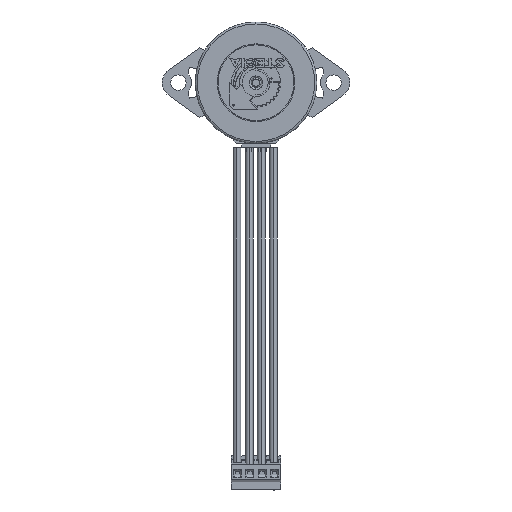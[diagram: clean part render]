
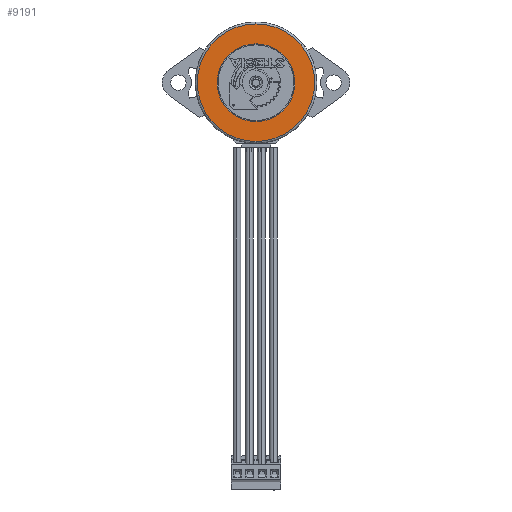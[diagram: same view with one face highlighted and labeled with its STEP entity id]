
A CAD part, front view. The second image highlights one B-rep face of the part: STEP entity #9191.
In plain terms, the highlighted planar face has unit normal (0, -1, 0).
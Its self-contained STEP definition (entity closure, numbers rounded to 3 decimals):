
#2629 = EDGE_LOOP ( 'NONE', ( #7203, #12386 ) ) ;
#2882 = DIRECTION ( 'NONE',  ( 0., 0., 1. ) ) ;
#3170 = EDGE_CURVE ( 'NONE', #7196, #6836, #31508, .T. ) ;
#3218 = DIRECTION ( 'NONE',  ( 0., -1., 0. ) ) ;
#3317 = AXIS2_PLACEMENT_3D ( 'NONE', #18625, #3218, #21233 ) ;
#4996 = VERTEX_POINT ( 'NONE', #23299 ) ;
#6836 = VERTEX_POINT ( 'NONE', #19852 ) ;
#7095 = CIRCLE ( 'NONE', #19561, 12.1 ) ;
#7196 = VERTEX_POINT ( 'NONE', #29192 ) ;
#7203 = ORIENTED_EDGE ( 'NONE', *, *, #16574, .T. ) ;
#8924 = DIRECTION ( 'NONE',  ( 0., -1., 0. ) ) ;
#9191 = ADVANCED_FACE ( 'NONE', ( #27126, #20242 ), #20674, .F. ) ;
#10247 = CARTESIAN_POINT ( 'NONE',  ( 0., -8.5, 0. ) ) ;
#10943 = CIRCLE ( 'NONE', #29893, 12.1 ) ;
#11398 = CARTESIAN_POINT ( 'NONE',  ( 0., -8.5, 12.1 ) ) ;
#11678 = DIRECTION ( 'NONE',  ( 0., -1., 0. ) ) ;
#12386 = ORIENTED_EDGE ( 'NONE', *, *, #28363, .T. ) ;
#12835 = DIRECTION ( 'NONE',  ( 0., 0., 1. ) ) ;
#14565 = AXIS2_PLACEMENT_3D ( 'NONE', #24357, #8924, #26953 ) ;
#15952 = EDGE_CURVE ( 'NONE', #6836, #7196, #32117, .T. ) ;
#16574 = EDGE_CURVE ( 'NONE', #23869, #4996, #7095, .T. ) ;
#18294 = DIRECTION ( 'NONE',  ( 0., 1., 0. ) ) ;
#18625 = CARTESIAN_POINT ( 'NONE',  ( 0., -8.5, 0. ) ) ;
#19561 = AXIS2_PLACEMENT_3D ( 'NONE', #27139, #11678, #29738 ) ;
#19852 = CARTESIAN_POINT ( 'NONE',  ( 0., -8.5, 8. ) ) ;
#20242 = FACE_OUTER_BOUND ( 'NONE', #2629, .T. ) ;
#20674 = PLANE ( 'NONE',  #25643 ) ;
#21233 = DIRECTION ( 'NONE',  ( 0., 0., -1. ) ) ;
#23097 = ORIENTED_EDGE ( 'NONE', *, *, #3170, .F. ) ;
#23299 = CARTESIAN_POINT ( 'NONE',  ( 0., -8.5, -12.1 ) ) ;
#23869 = VERTEX_POINT ( 'NONE', #11398 ) ;
#24357 = CARTESIAN_POINT ( 'NONE',  ( 0., -8.5, 0. ) ) ;
#25643 = AXIS2_PLACEMENT_3D ( 'NONE', #31162, #18294, #2882 ) ;
#26953 = DIRECTION ( 'NONE',  ( 0., 0., -1. ) ) ;
#27126 = FACE_BOUND ( 'NONE', #33460, .T. ) ;
#27139 = CARTESIAN_POINT ( 'NONE',  ( 0., -8.5, 0. ) ) ;
#28296 = DIRECTION ( 'NONE',  ( 0., -1., 0. ) ) ;
#28363 = EDGE_CURVE ( 'NONE', #4996, #23869, #10943, .T. ) ;
#29192 = CARTESIAN_POINT ( 'NONE',  ( 0., -8.5, -8. ) ) ;
#29738 = DIRECTION ( 'NONE',  ( 0., 0., 1. ) ) ;
#29893 = AXIS2_PLACEMENT_3D ( 'NONE', #10247, #28296, #12835 ) ;
#30609 = ORIENTED_EDGE ( 'NONE', *, *, #15952, .F. ) ;
#31162 = CARTESIAN_POINT ( 'NONE',  ( 0., -8.5, 0. ) ) ;
#31508 = CIRCLE ( 'NONE', #3317, 8. ) ;
#32117 = CIRCLE ( 'NONE', #14565, 8. ) ;
#33460 = EDGE_LOOP ( 'NONE', ( #23097, #30609 ) ) ;
